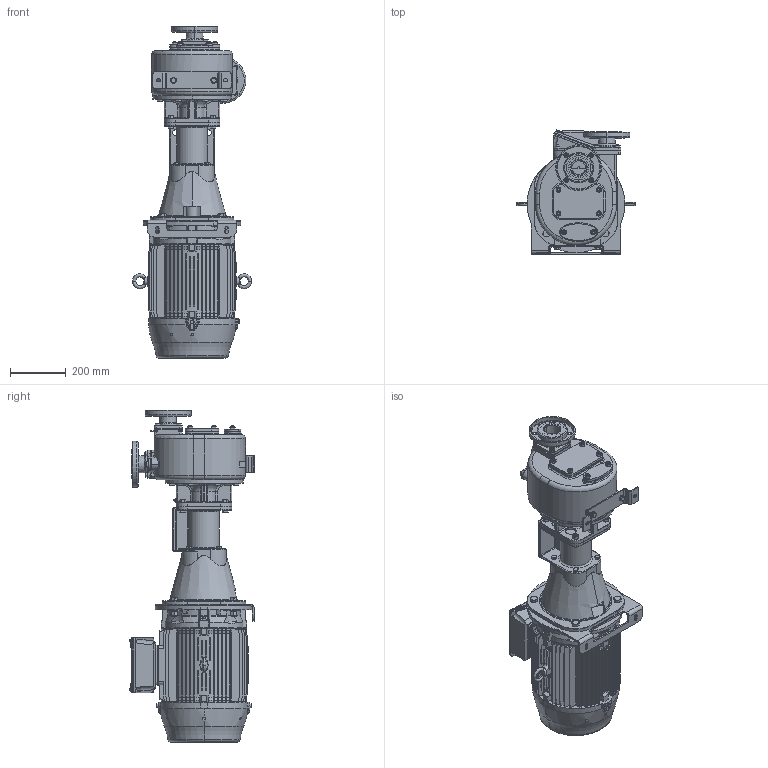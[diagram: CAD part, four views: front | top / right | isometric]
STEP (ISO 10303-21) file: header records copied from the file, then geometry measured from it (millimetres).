
FILE_DESCRIPTION((''),'2;1');
FILE_NAME('S_69_K_BBT_F_SW0001','2016-07-07T',('Nicola'),(''),'CREO PARAMETRIC BY PTC INC, 2015290','CREO PARAMETRIC BY PTC INC, 2015290','');
FILE_SCHEMA(('CONFIG_CONTROL_DESIGN'));
Products named in the file (1): S_69_K_BBT_F_SW0001
Bounding box: 427.67 x 446.26 x 1191.75 mm (x, y, z)
Volume: 55450955.8 mm3; surface area: 3064844.8 mm2
Topology: 3 solids, 7 shells, 4097 faces, 10181 edges, 6369 vertices
Faces by surface type: plane 1512, cylinder 1113, cone 1000, bspline 273, torus 175, extrusion 12, sphere 12
Entity records: 171159 total; most frequent: CARTESIAN_POINT 76723, ORIENTED_EDGE 20300, DIRECTION 18890, EDGE_CURVE 10150, AXIS2_PLACEMENT_3D 7527, VERTEX_POINT 6369, EDGE_LOOP 4523, FACE_OUTER_BOUND 4097
